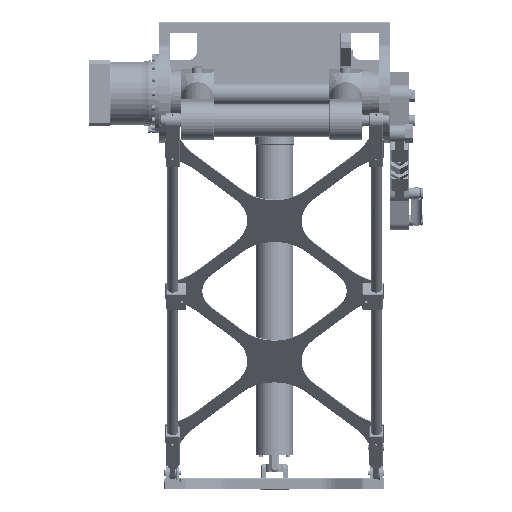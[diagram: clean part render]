
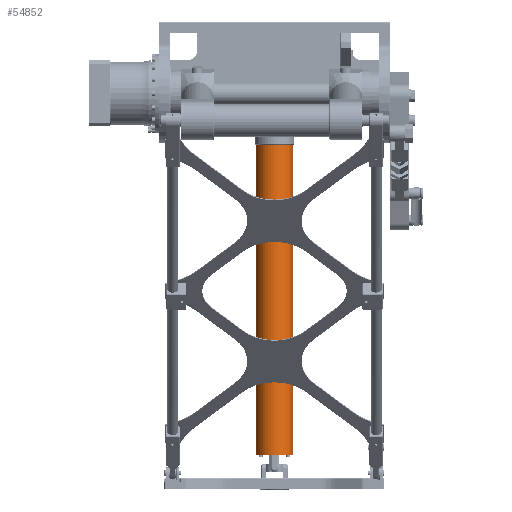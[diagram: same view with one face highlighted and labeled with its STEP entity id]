
A CAD part, left-side view. The second image highlights one B-rep face of the part: STEP entity #54852.
In plain terms, the highlighted cylindrical face has radius 33.5 mm (diameter 67 mm), a full revolution.
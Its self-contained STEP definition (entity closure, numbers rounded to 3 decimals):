
#1918=FACE_BOUND('',#12970,.T.);
#4426=CIRCLE('',#60373,33.5);
#4428=CIRCLE('',#60376,33.5);
#5795=CYLINDRICAL_SURFACE('',#60375,33.5);
#8597=FACE_OUTER_BOUND('',#12969,.T.);
#12969=EDGE_LOOP('',(#45253));
#12970=EDGE_LOOP('',(#45254));
#26146=VERTEX_POINT('',#95976);
#26148=VERTEX_POINT('',#95981);
#32712=EDGE_CURVE('',#26146,#26146,#4426,.T.);
#32714=EDGE_CURVE('',#26148,#26148,#4428,.T.);
#45253=ORIENTED_EDGE('',*,*,#32714,.T.);
#45254=ORIENTED_EDGE('',*,*,#32712,.F.);
#54852=ADVANCED_FACE('',(#8597,#1918),#5795,.T.);
#60373=AXIS2_PLACEMENT_3D('',#95977,#73882,#73883);
#60375=AXIS2_PLACEMENT_3D('',#95980,#73886,#73887);
#60376=AXIS2_PLACEMENT_3D('',#95982,#73888,#73889);
#73882=DIRECTION('center_axis',(0.,0.,-1.));
#73883=DIRECTION('ref_axis',(0.,-1.,0.));
#73886=DIRECTION('center_axis',(0.,0.,-1.));
#73887=DIRECTION('ref_axis',(0.,1.,0.));
#73888=DIRECTION('center_axis',(0.,0.,-1.));
#73889=DIRECTION('ref_axis',(0.,1.,0.));
#95976=CARTESIAN_POINT('',(0.,33.5,-598.5));
#95977=CARTESIAN_POINT('Origin',(0.,0.,-598.5));
#95980=CARTESIAN_POINT('Origin',(0.,0.,-317.));
#95981=CARTESIAN_POINT('',(0.,33.5,-35.));
#95982=CARTESIAN_POINT('Origin',(0.,0.,-35.));
